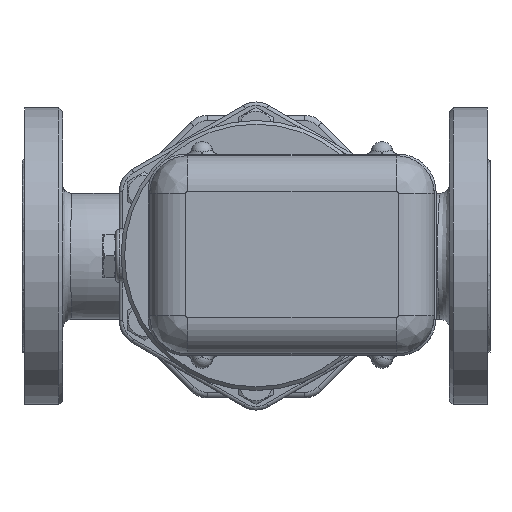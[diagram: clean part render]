
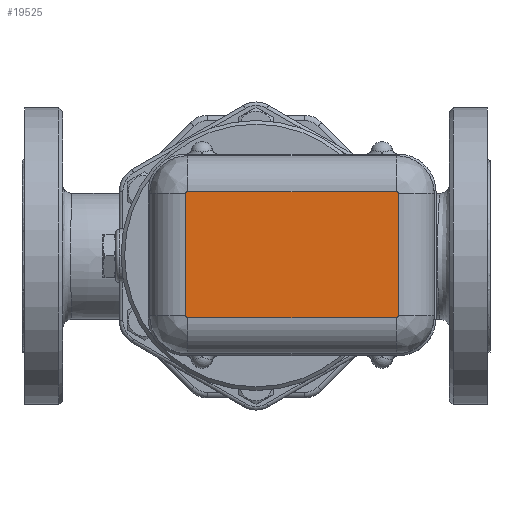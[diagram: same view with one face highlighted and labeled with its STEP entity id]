
A CAD part, top view. The second image highlights one B-rep face of the part: STEP entity #19525.
In plain terms, the highlighted planar face has unit normal (0, 0, 1).
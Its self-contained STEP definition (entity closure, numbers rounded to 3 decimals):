
#1187=LINE('',#30006,#2421);
#1189=LINE('',#30042,#2423);
#1192=LINE('',#30049,#2426);
#1194=LINE('',#30080,#2428);
#2421=VECTOR('',#23463,116.);
#2423=VECTOR('',#23483,68.);
#2426=VECTOR('',#23490,68.);
#2428=VECTOR('',#23506,116.);
#3597=PLANE('',#20900);
#4562=CIRCLE('',#20876,1.);
#4566=CIRCLE('',#20880,1.);
#4570=CIRCLE('',#20886,1.);
#4574=CIRCLE('',#20890,1.);
#5681=FACE_OUTER_BOUND('',#6988,.T.);
#6988=EDGE_LOOP('',(#14069,#14070,#14071,#14072,#14073,#14074,#14075,#14076));
#8932=VERTEX_POINT('',#30003);
#8933=VERTEX_POINT('',#30005);
#8936=VERTEX_POINT('',#30020);
#8937=VERTEX_POINT('',#30033);
#8940=VERTEX_POINT('',#30040);
#8941=VERTEX_POINT('',#30045);
#8944=VERTEX_POINT('',#30060);
#8945=VERTEX_POINT('',#30073);
#10932=EDGE_CURVE('',#8932,#8933,#1187,.T.);
#10936=EDGE_CURVE('',#8936,#8932,#4562,.T.);
#10940=EDGE_CURVE('',#8933,#8937,#4566,.T.);
#10942=EDGE_CURVE('',#8940,#8936,#1189,.T.);
#10946=EDGE_CURVE('',#8937,#8941,#1192,.T.);
#10948=EDGE_CURVE('',#8944,#8940,#4570,.T.);
#10952=EDGE_CURVE('',#8941,#8945,#4574,.T.);
#10954=EDGE_CURVE('',#8945,#8944,#1194,.T.);
#14069=ORIENTED_EDGE('',*,*,#10932,.F.);
#14070=ORIENTED_EDGE('',*,*,#10936,.F.);
#14071=ORIENTED_EDGE('',*,*,#10942,.F.);
#14072=ORIENTED_EDGE('',*,*,#10948,.F.);
#14073=ORIENTED_EDGE('',*,*,#10954,.F.);
#14074=ORIENTED_EDGE('',*,*,#10952,.F.);
#14075=ORIENTED_EDGE('',*,*,#10946,.F.);
#14076=ORIENTED_EDGE('',*,*,#10940,.F.);
#19525=ADVANCED_FACE('',(#5681),#3597,.T.);
#20876=AXIS2_PLACEMENT_3D('',#30022,#23469,#23470);
#20880=AXIS2_PLACEMENT_3D('',#30037,#23477,#23478);
#20886=AXIS2_PLACEMENT_3D('',#30062,#23493,#23494);
#20890=AXIS2_PLACEMENT_3D('',#30077,#23501,#23502);
#20900=AXIS2_PLACEMENT_3D('',#30143,#23530,#23531);
#23463=DIRECTION('',(-1.,0.,0.));
#23469=DIRECTION('center_axis',(0.,0.,-1.));
#23470=DIRECTION('ref_axis',(0.707,-0.707,0.));
#23477=DIRECTION('center_axis',(0.,0.,-1.));
#23478=DIRECTION('ref_axis',(-0.707,-0.707,0.));
#23483=DIRECTION('',(0.,-1.,0.));
#23490=DIRECTION('',(0.,1.,0.));
#23493=DIRECTION('center_axis',(0.,0.,-1.));
#23494=DIRECTION('ref_axis',(0.707,0.707,0.));
#23501=DIRECTION('center_axis',(0.,0.,-1.));
#23502=DIRECTION('ref_axis',(-0.707,0.707,0.));
#23506=DIRECTION('',(1.,0.,0.));
#23530=DIRECTION('center_axis',(0.,0.,1.));
#23531=DIRECTION('ref_axis',(1.,0.,0.));
#30003=CARTESIAN_POINT('',(78.,-35.,617.));
#30005=CARTESIAN_POINT('',(-38.,-35.,617.));
#30006=CARTESIAN_POINT('',(59.5,-35.,617.));
#30020=CARTESIAN_POINT('',(79.,-34.,617.));
#30022=CARTESIAN_POINT('Origin',(78.,-34.,617.));
#30033=CARTESIAN_POINT('',(-39.,-34.,617.));
#30037=CARTESIAN_POINT('Origin',(-38.,-34.,617.));
#30040=CARTESIAN_POINT('',(79.,34.,617.));
#30042=CARTESIAN_POINT('',(79.,27.5,617.));
#30045=CARTESIAN_POINT('',(-39.,34.,617.));
#30049=CARTESIAN_POINT('',(-39.,-27.5,617.));
#30060=CARTESIAN_POINT('',(78.,35.,617.));
#30062=CARTESIAN_POINT('Origin',(78.,34.,617.));
#30073=CARTESIAN_POINT('',(-38.,35.,617.));
#30077=CARTESIAN_POINT('Origin',(-38.,34.,617.));
#30080=CARTESIAN_POINT('',(-19.5,35.,617.));
#30143=CARTESIAN_POINT('Origin',(20.,0.,617.));
